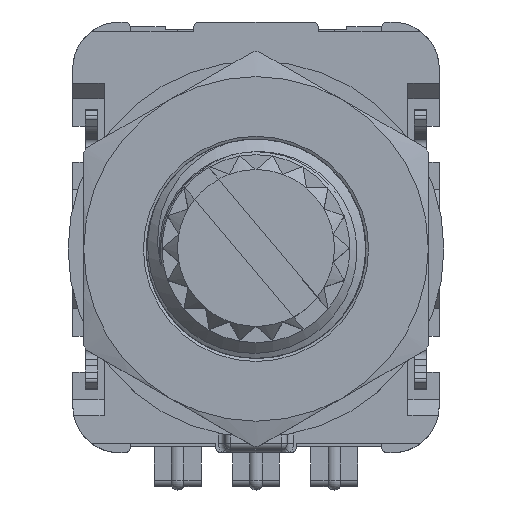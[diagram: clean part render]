
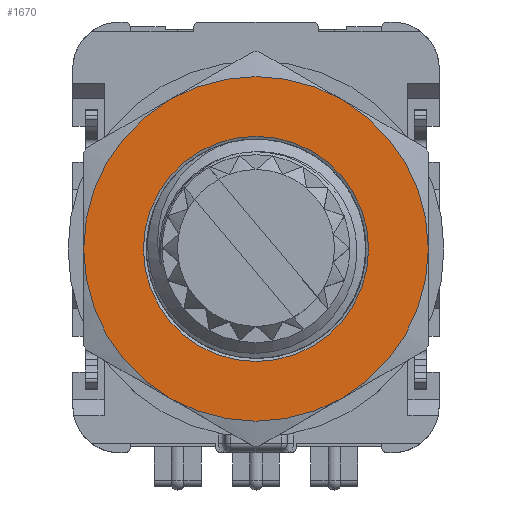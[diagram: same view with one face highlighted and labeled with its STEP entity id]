
A CAD part, top view. The second image highlights one B-rep face of the part: STEP entity #1670.
In plain terms, the highlighted planar face has unit normal (0, 0, 1).
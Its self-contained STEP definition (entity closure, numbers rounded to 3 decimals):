
#1670=ADVANCED_FACE('',(#13614,#13616),#13618,.T.);
#13614=FACE_BOUND('',#13615,.T.);
#13615=EDGE_LOOP('',(#18783,#18784,#18785,#18786,#18787,#18788));
#13616=FACE_BOUND('',#13617,.T.);
#13617=EDGE_LOOP('',(#18789));
#13618=PLANE('',#13619);
#13619=AXIS2_PLACEMENT_3D('',#13620,#13621,#13622);
#13620=CARTESIAN_POINT('',(0.,0.,3.3));
#13621=DIRECTION('',(0.,0.,1.));
#13622=DIRECTION('',(0.,-1.,0.));
#18783=ORIENTED_EDGE('',*,*,#21496,.F.);
#18784=ORIENTED_EDGE('',*,*,#21497,.F.);
#18785=ORIENTED_EDGE('',*,*,#21498,.F.);
#18786=ORIENTED_EDGE('',*,*,#21499,.F.);
#18787=ORIENTED_EDGE('',*,*,#21500,.F.);
#18788=ORIENTED_EDGE('',*,*,#21501,.F.);
#18789=ORIENTED_EDGE('',*,*,#21483,.T.);
#21483=EDGE_CURVE('',#23314,#23314,#23315,.T.);
#21496=EDGE_CURVE('',#23336,#23337,#23338,.T.);
#21497=EDGE_CURVE('',#23339,#23336,#23340,.T.);
#21498=EDGE_CURVE('',#23341,#23339,#23342,.T.);
#21499=EDGE_CURVE('',#23343,#23341,#23344,.T.);
#21500=EDGE_CURVE('',#23345,#23343,#23346,.T.);
#21501=EDGE_CURVE('',#23337,#23345,#23347,.T.);
#23314=VERTEX_POINT('',#29003);
#23315=CIRCLE('',#29004,3.594);
#23336=VERTEX_POINT('',#29510);
#23337=VERTEX_POINT('',#29511);
#23338=CIRCLE('',#29512,5.5);
#23339=VERTEX_POINT('',#29516);
#23340=CIRCLE('',#29517,5.5);
#23341=VERTEX_POINT('',#29521);
#23342=CIRCLE('',#29522,5.5);
#23343=VERTEX_POINT('',#29526);
#23344=CIRCLE('',#29527,5.5);
#23345=VERTEX_POINT('',#29531);
#23346=CIRCLE('',#29532,5.5);
#23347=CIRCLE('',#29536,5.5);
#29003=CARTESIAN_POINT('',(0.,-3.594,3.3));
#29004=AXIS2_PLACEMENT_3D('',#29005,#29006,#29007);
#29005=CARTESIAN_POINT('',(0.,0.,3.3));
#29006=DIRECTION('',(0.,0.,-1.));
#29007=DIRECTION('',(0.,-1.,0.));
#29510=CARTESIAN_POINT('',(5.5,0.,3.3));
#29511=CARTESIAN_POINT('',(2.75,-4.763,3.3));
#29512=AXIS2_PLACEMENT_3D('',#29513,#29514,#29515);
#29513=CARTESIAN_POINT('',(0.,0.,3.3));
#29514=DIRECTION('',(0.,0.,-1.));
#29515=DIRECTION('',(1.,0.,0.));
#29516=CARTESIAN_POINT('',(2.75,4.763,3.3));
#29517=AXIS2_PLACEMENT_3D('',#29518,#29519,#29520);
#29518=CARTESIAN_POINT('',(0.,0.,3.3));
#29519=DIRECTION('',(0.,0.,-1.));
#29520=DIRECTION('',(0.5,0.866,0.));
#29521=CARTESIAN_POINT('',(-2.75,4.763,3.3));
#29522=AXIS2_PLACEMENT_3D('',#29523,#29524,#29525);
#29523=CARTESIAN_POINT('',(0.,0.,3.3));
#29524=DIRECTION('',(0.,0.,-1.));
#29525=DIRECTION('',(-0.5,0.866,0.));
#29526=CARTESIAN_POINT('',(-5.5,0.,3.3));
#29527=AXIS2_PLACEMENT_3D('',#29528,#29529,#29530);
#29528=CARTESIAN_POINT('',(0.,0.,3.3));
#29529=DIRECTION('',(0.,0.,-1.));
#29530=DIRECTION('',(-1.,0.,0.));
#29531=CARTESIAN_POINT('',(-2.75,-4.763,3.3));
#29532=AXIS2_PLACEMENT_3D('',#29533,#29534,#29535);
#29533=CARTESIAN_POINT('',(0.,0.,3.3));
#29534=DIRECTION('',(0.,0.,-1.));
#29535=DIRECTION('',(-0.5,-0.866,0.));
#29536=AXIS2_PLACEMENT_3D('',#29537,#29538,#29539);
#29537=CARTESIAN_POINT('',(0.,0.,3.3));
#29538=DIRECTION('',(0.,0.,-1.));
#29539=DIRECTION('',(0.5,-0.866,0.));
